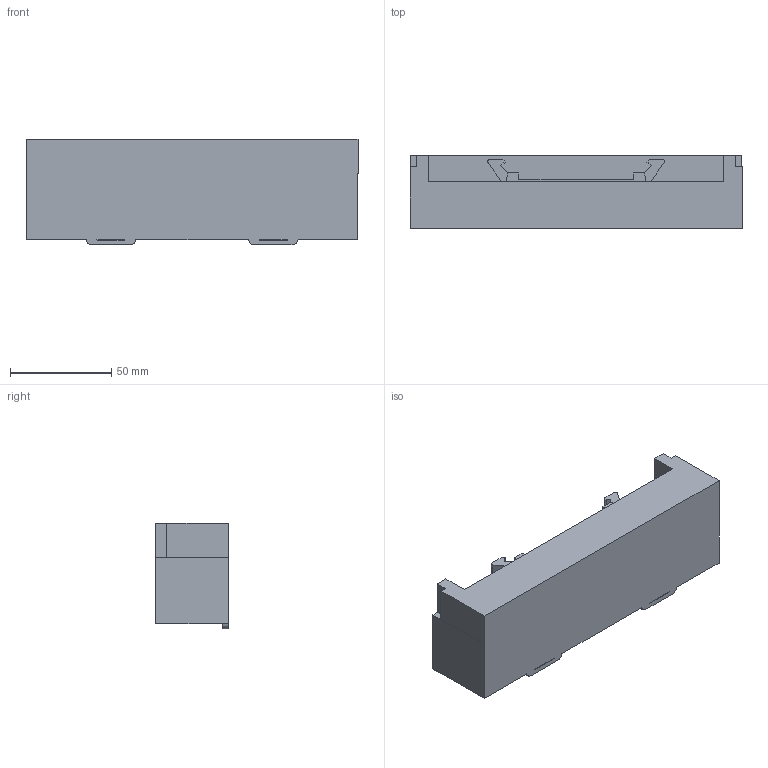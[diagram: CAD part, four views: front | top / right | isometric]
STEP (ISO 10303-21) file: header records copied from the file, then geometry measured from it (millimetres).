
FILE_DESCRIPTION (( 'STEP AP214' ), '1' );
FILE_NAME ('PLC-TB_ÏËÊ S. Òåðìèíàëüíûé áëîê ñåðèè ONI.STEP', '2019-02-25T09:14:38', ( '' ), ( '' ), 'SwSTEP 2.0', 'SolidWorks 2014', '' );
FILE_SCHEMA (( 'AUTOMOTIVE_DESIGN' ));
Length unit declared in the file: millimetre
Products named in the file (2): PLC-TB_ÏËÊ S. Òåðìèíàëüíûé áëîê ñåðèè ONI
Bounding box: 163.62 x 35.83 x 52.2 mm (x, y, z)
Volume: 226413 mm3; surface area: 43834.4 mm2
Topology: 1 solids, 1 shells, 249 faces, 735 edges, 487 vertices
Faces by surface type: plane 236, cylinder 13
Entity records: 10943 total; most frequent: CARTESIAN_POINT 1473, ORIENTED_EDGE 1470, DIRECTION 1263, EDGE_CURVE 735, LINE 709, VECTOR 709, VERTEX_POINT 487, AXIS2_PLACEMENT_3D 277
